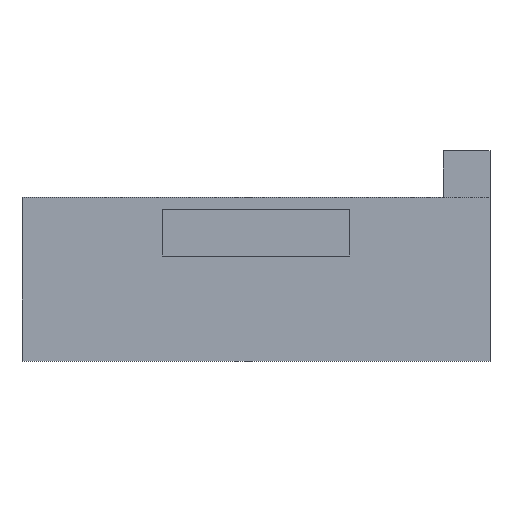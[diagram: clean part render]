
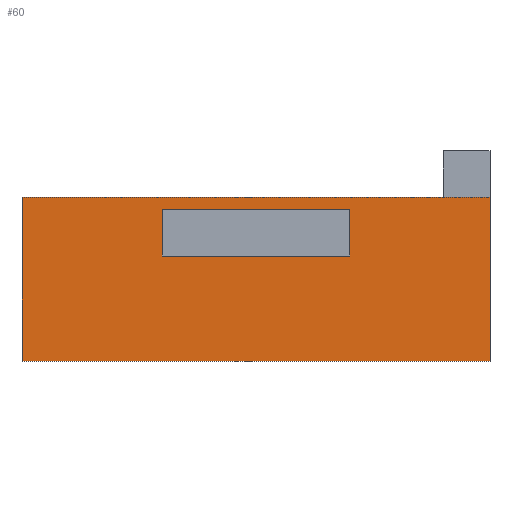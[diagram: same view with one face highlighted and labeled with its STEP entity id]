
A CAD part, front view. The second image highlights one B-rep face of the part: STEP entity #60.
In plain terms, the highlighted planar face has unit normal (0, -1, 0).
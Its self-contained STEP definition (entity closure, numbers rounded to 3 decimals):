
#60=ADVANCED_FACE('',(#123,#125),#127,.T.);
#123=FACE_BOUND('',#124,.T.);
#124=EDGE_LOOP('',(#247,#248,#249,#250));
#125=FACE_BOUND('',#126,.T.);
#126=EDGE_LOOP('',(#251,#252,#253,#254));
#127=PLANE('',#128);
#128=AXIS2_PLACEMENT_3D('',#129,#130,#131);
#129=CARTESIAN_POINT('',(-10.,-21.5,-3.5));
#130=DIRECTION('',(0.,-1.,0.));
#131=DIRECTION('',(1.,0.,0.));
#247=ORIENTED_EDGE('',*,*,#321,.T.);
#248=ORIENTED_EDGE('',*,*,#304,.T.);
#249=ORIENTED_EDGE('',*,*,#316,.F.);
#250=ORIENTED_EDGE('',*,*,#323,.F.);
#251=ORIENTED_EDGE('',*,*,#324,.F.);
#252=ORIENTED_EDGE('',*,*,#325,.F.);
#253=ORIENTED_EDGE('',*,*,#326,.F.);
#254=ORIENTED_EDGE('',*,*,#327,.F.);
#304=EDGE_CURVE('',#344,#353,#355,.T.);
#316=EDGE_CURVE('',#375,#353,#377,.T.);
#321=EDGE_CURVE('',#383,#344,#384,.T.);
#323=EDGE_CURVE('',#383,#375,#386,.T.);
#324=EDGE_CURVE('',#387,#388,#389,.T.);
#325=EDGE_CURVE('',#390,#387,#391,.T.);
#326=EDGE_CURVE('',#392,#390,#393,.T.);
#327=EDGE_CURVE('',#388,#392,#394,.T.);
#344=VERTEX_POINT('',#419);
#353=VERTEX_POINT('',#436);
#355=LINE('',#440,#441);
#375=VERTEX_POINT('',#482);
#377=LINE('',#486,#487);
#383=VERTEX_POINT('',#502);
#384=LINE('',#503,#504);
#386=LINE('',#509,#510);
#387=VERTEX_POINT('',#512);
#388=VERTEX_POINT('',#513);
#389=LINE('',#514,#515);
#390=VERTEX_POINT('',#517);
#391=LINE('',#518,#519);
#392=VERTEX_POINT('',#521);
#393=LINE('',#522,#523);
#394=LINE('',#525,#526);
#419=CARTESIAN_POINT('',(10.,-21.5,-3.5));
#436=CARTESIAN_POINT('',(10.,-21.5,3.5));
#440=CARTESIAN_POINT('',(10.,-21.5,-3.5));
#441=VECTOR('',#442,1.);
#442=DIRECTION('',(0.,0.,1.));
#482=CARTESIAN_POINT('',(-10.,-21.5,3.5));
#486=CARTESIAN_POINT('',(-10.,-21.5,3.5));
#487=VECTOR('',#488,1.);
#488=DIRECTION('',(1.,0.,0.));
#502=CARTESIAN_POINT('',(-10.,-21.5,-3.5));
#503=CARTESIAN_POINT('',(-10.,-21.5,-3.5));
#504=VECTOR('',#505,1.);
#505=DIRECTION('',(1.,0.,0.));
#509=CARTESIAN_POINT('',(-10.,-21.5,-3.5));
#510=VECTOR('',#511,1.);
#511=DIRECTION('',(0.,0.,1.));
#512=CARTESIAN_POINT('',(4.,-21.5,1.));
#513=CARTESIAN_POINT('',(4.,-21.5,3.));
#514=CARTESIAN_POINT('',(4.,-21.5,1.));
#515=VECTOR('',#516,1.);
#516=DIRECTION('',(0.,0.,1.));
#517=CARTESIAN_POINT('',(-4.,-21.5,1.));
#518=CARTESIAN_POINT('',(-4.,-21.5,1.));
#519=VECTOR('',#520,1.);
#520=DIRECTION('',(1.,0.,0.));
#521=CARTESIAN_POINT('',(-4.,-21.5,3.));
#522=CARTESIAN_POINT('',(-4.,-21.5,3.));
#523=VECTOR('',#524,1.);
#524=DIRECTION('',(0.,0.,-1.));
#525=CARTESIAN_POINT('',(4.,-21.5,3.));
#526=VECTOR('',#527,1.);
#527=DIRECTION('',(-1.,0.,0.));
